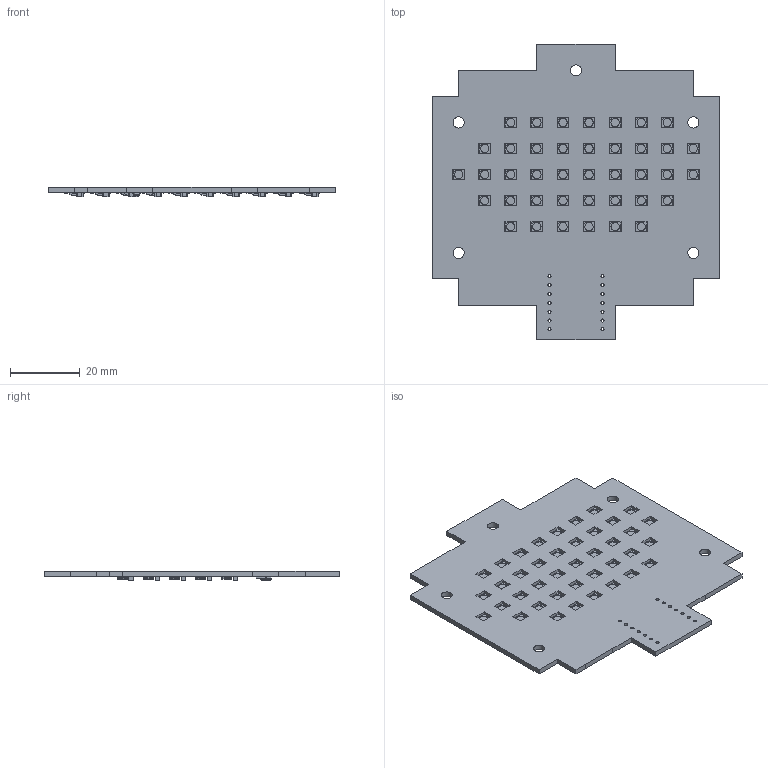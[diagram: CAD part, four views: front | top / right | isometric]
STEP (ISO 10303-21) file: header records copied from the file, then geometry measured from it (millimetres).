
FILE_DESCRIPTION(('KiCad electronic assembly'),'2;1');
FILE_NAME('compass.step','2025-06-25T22:32:04',('Pcbnew'),('Kicad'), 'Open CASCADE STEP processor 7.8','KiCad to STEP converter','Unknown' );
FILE_SCHEMA(('AUTOMOTIVE_DESIGN { 1 0 10303 214 1 1 1 1 }'));
Length unit declared in the file: millimetre
Products named in the file (9): compass 1; C_0805_2012Metric; SK6812MINI-E; Pins; Body; SOT-23; R_0603_1608Metric; compass_PCB; compass 2
Assembly tree (86 placements, depth 3):
  compass 1
    C_0805_2012Metric  x40
    SK6812MINI-E  x40
      Pins
      Body
    SOT-23
    R_0603_1608Metric  x2
    compass_PCB
  compass 2
Bounding box: 82.5 x 85 x 2.85 mm (x, y, z)
Volume: 8632.7 mm3; surface area: 14645.2 mm2
Topology: 244 solids, 244 shells, 3819 faces, 13303 edges, 22452 vertices
Faces by surface type: plane 3025, cylinder 767, bspline 27
Full cylindrical faces by diameter (mm): 0.889 x14, 1 x40, 2.4 x40, 3.2 x5
Entity records: 15316 total; most frequent: CARTESIAN_POINT 2898, DIRECTION 2186, ORIENTED_EDGE 2164, EDGE_CURVE 1082, LINE 1038, VECTOR 1038, VERTEX_POINT 706, AXIS2_PLACEMENT_3D 574
